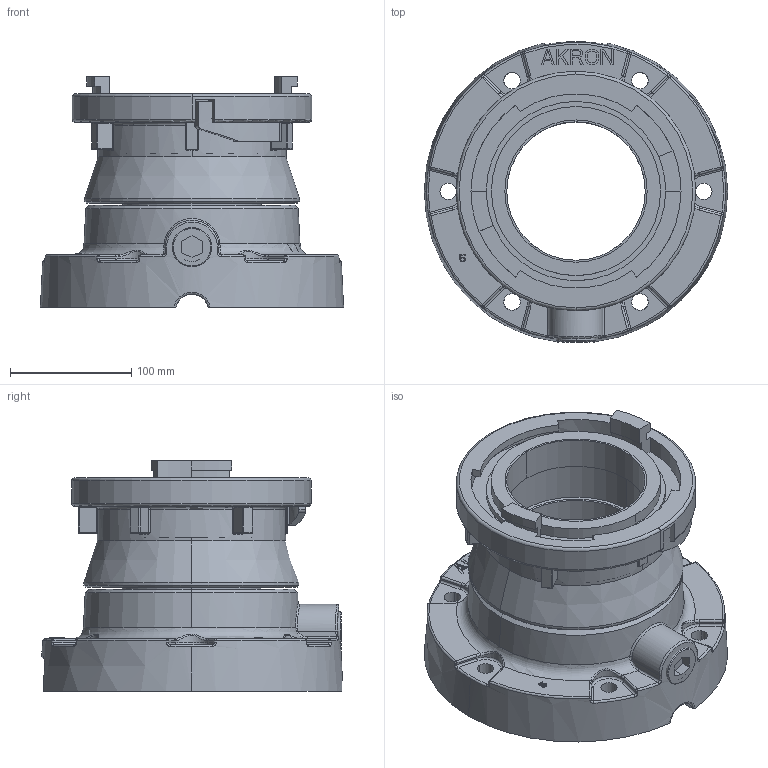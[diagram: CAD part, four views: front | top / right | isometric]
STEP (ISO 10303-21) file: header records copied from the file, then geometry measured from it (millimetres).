
FILE_DESCRIPTION((''),'2;1');
FILE_NAME('5_STORZ_13','2012-08-03T',('sobri'),(''),'PRO/ENGINEER BY PARAMETRIC TECHNOLOGY CORPORATION, 2011180','PRO/ENGINEER BY PARAMETRIC TECHNOLOGY CORPORATION, 2011180','');
FILE_SCHEMA(('CONFIG_CONTROL_DESIGN'));
Length unit declared in the file: inch
Products named in the file (1): 5_STORZ_13
Bounding box: 250.55 x 248.22 x 190.58 mm (x, y, z)
Surface area: 325142.6 mm2 (no closed solid volume)
Topology: 0 solids, 22 shells, 458 faces, 1437 edges, 991 vertices
Faces by surface type: cylinder 148, plane 124, bspline 77, torus 66, sphere 22, cone 21
Entity records: 19461 total; most frequent: CARTESIAN_POINT 7111, DIRECTION 2521, ORIENTED_EDGE 2488, EDGE_CURVE 1437, VERTEX_POINT 991, AXIS2_PLACEMENT_3D 922, VECTOR 677, LINE 677
